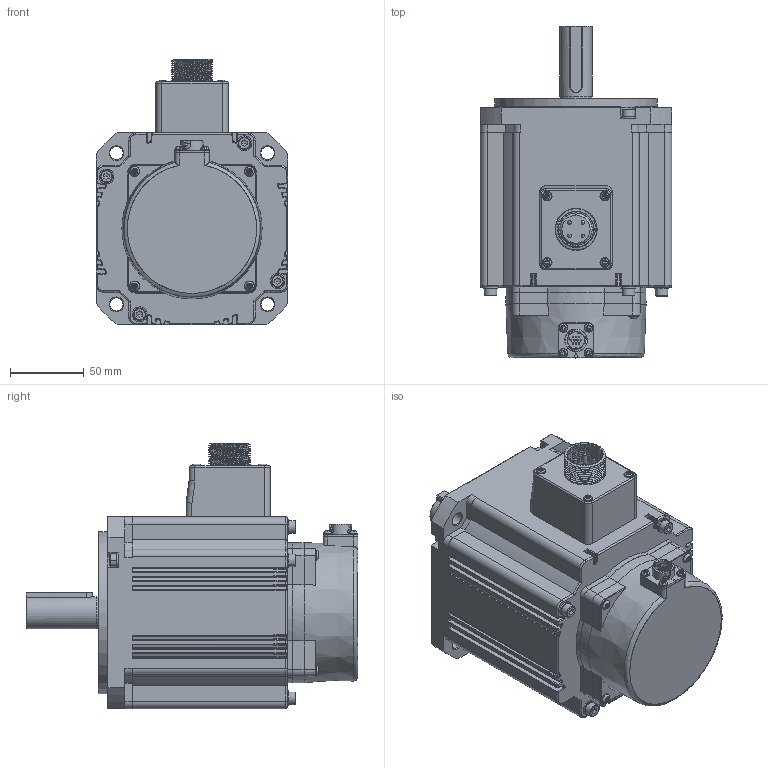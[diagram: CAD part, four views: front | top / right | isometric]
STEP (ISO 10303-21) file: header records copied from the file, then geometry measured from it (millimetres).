
FILE_DESCRIPTION( ('This file contains a STEP AP42 implementation' ,'as created by ZW3D STEP Interface translator.') ,'2;1' );
FILE_NAME( 'X6MG130A-N2LD.stp' ,'22 520. 958 1', (''), ('ZWCAD Software Co.'), 'Version 1.0', 'ZW3D to STEP translator', '' );
FILE_SCHEMA(('AUTOMOTIVE_DESIGN { 1 0 10303 214 1 1 1 1 }'));
Length unit declared in the file: millimetre
Products named in the file (1): 0
Bounding box: 130 x 225 x 179.84 mm (x, y, z)
Volume: 2331587.7 mm3; surface area: 149546.3 mm2
Topology: 1 solids, 1 shells, 2355 faces, 6686 edges, 4194 vertices
Faces by surface type: bspline 1063, plane 834, cylinder 352, cone 90, sphere 16
Full cylindrical faces by diameter (mm): 0.8 x4, 1 x10, 2.4 x4, 5 x18, 5.5 x8, 6 x27, 6.5 x4, 8.5 x4, 10 x8, 11.8 x1, 15.2 x1, 19 x1, 21.8 x1, 22 x1, 24 x1, 24.5 x10, 25 x1, 28 x10, 28.5 x1, 28.6 x1, 35 x1, 98 x1, 110 x1
Entity records: 105242 total; most frequent: CARTESIAN_POINT 48627, ORIENTED_EDGE 13292, DIRECTION 8876, EDGE_CURVE 6646, VERTEX_POINT 4194, AXIS2_PLACEMENT_3D 2970, VECTOR 2936, LINE 2936
